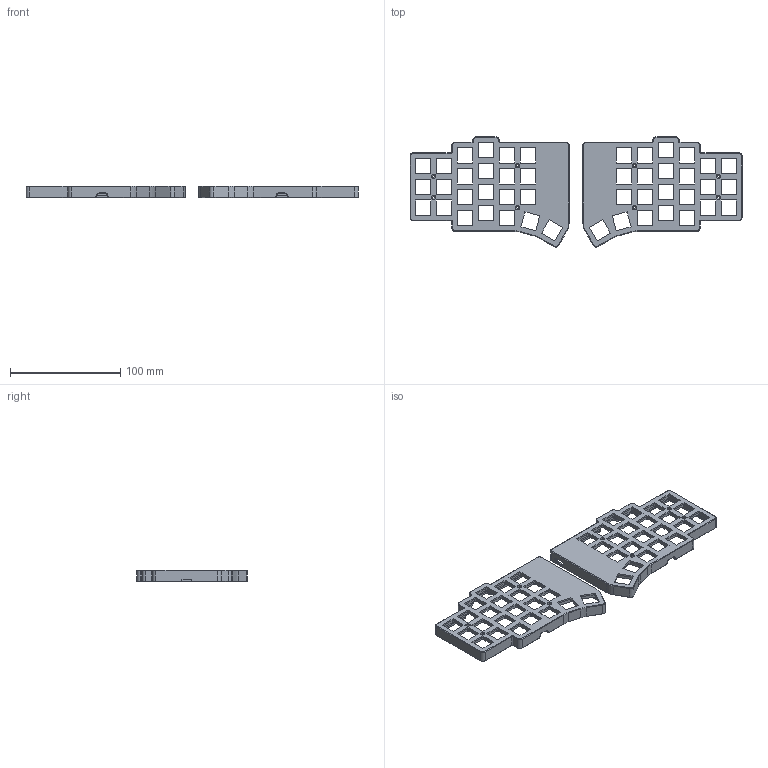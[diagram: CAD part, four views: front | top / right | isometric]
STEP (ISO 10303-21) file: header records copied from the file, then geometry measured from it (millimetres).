
FILE_DESCRIPTION(/* description */ ('FreeCAD Model','CAx-IF Rec.Pracs.---Representation and Presentation of Product Manufacturing Information (PMI)---4.0---2014-10-13'),/* implementation_level */ '2;1');
FILE_NAME(/* name */ 'Flake_M_MX v1.step',/* time_stamp */ '2025-03-22T21:44:31+08:00',/* author */ (''),/* organization */ (''),/* preprocessor_version */ 'ST-DEVELOPER v20',/* originating_system */ 'Autodesk Translation Framework v13.20.0.188',/* authorisation */ '');
FILE_SCHEMA (('AP242_MANAGED_MODEL_BASED_3D_ENGINEERING_MIM_LF { 1 0 10303 442 1 1 4 }'));
Length unit declared in the file: millimetre
Products named in the file (3): Enclosure_M; Top-Mirrored; Top
Assembly tree (2 placements, depth 2):
  Enclosure_M
    Top-Mirrored
    Top
Bounding box: 301 x 99.98 x 10.6 mm (x, y, z)
Volume: 65807.6 mm3; surface area: 55829.9 mm2
Topology: 2 solids, 2 shells, 1046 faces, 2816 edges, 1824 vertices
Faces by surface type: plane 636, cylinder 326, cone 84
Full cylindrical faces by diameter (mm): 2.2 x8, 3.8 x8
Entity records: 32912 total; most frequent: CARTESIAN_POINT 5691, DIRECTION 5666, ORIENTED_EDGE 5632, EDGE_CURVE 2816, LINE 2068, VECTOR 2068, VERTEX_POINT 1824, AXIS2_PLACEMENT_3D 1799
